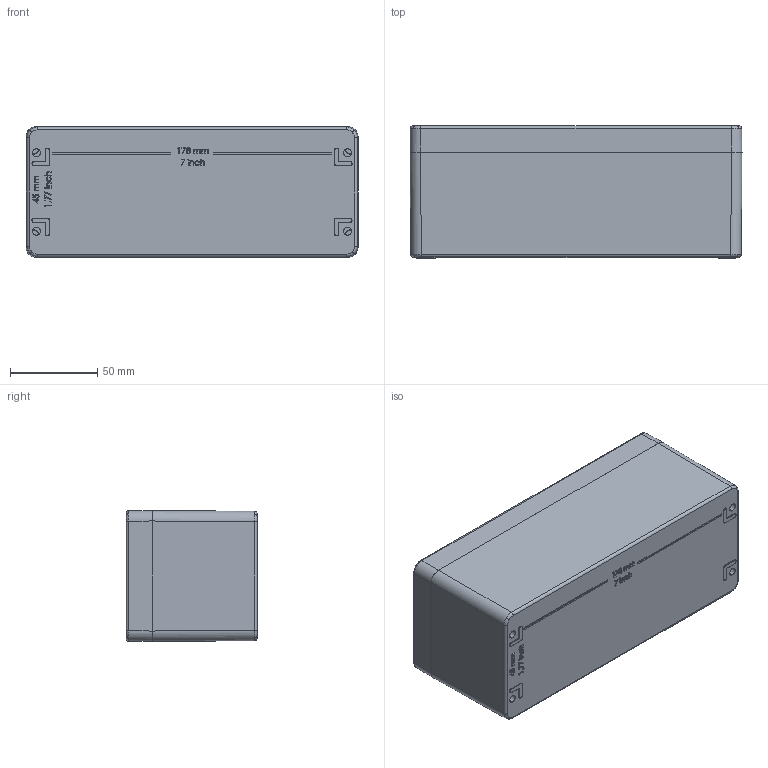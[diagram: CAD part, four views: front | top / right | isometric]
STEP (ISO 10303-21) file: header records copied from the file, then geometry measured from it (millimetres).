
FILE_DESCRIPTION (( 'STEP AP214' ), '1' );
FILE_NAME ('62081908.STEP', '2017-06-30T10:29:55', ( 'Macha' ), ( 'Hewlett-Packard Company' ), 'SwSTEP 2.0', 'SolidWorks 2015', '' );
FILE_SCHEMA (( 'AUTOMOTIVE_DESIGN' ));
Length unit declared in the file: millimetre
Products named in the file (8): 82014_490; 93133; 21654; 21655; 86223; 86221; 21655_Unterteil; 62081908
Assembly tree (14 placements, depth 3):
  62081908
    21655
      21655_Unterteil
      86221  x2
      86223  x4
    21654
    93133  x4
    82014_490
Bounding box: 190 x 75.5 x 75 mm (x, y, z)
Volume: 320739.3 mm3; surface area: 140322.9 mm2
Topology: 13 solids, 13 shells, 1467 faces, 3664 edges, 2308 vertices
Faces by surface type: plane 624, bspline 385, cylinder 234, cone 154, torus 66, sphere 4
Entity records: 51762 total; most frequent: CARTESIAN_POINT 24482, ORIENTED_EDGE 6240, DIRECTION 4576, EDGE_CURVE 3120, VERTEX_POINT 1982, VECTOR 1672, LINE 1672, AXIS2_PLACEMENT_3D 1452
